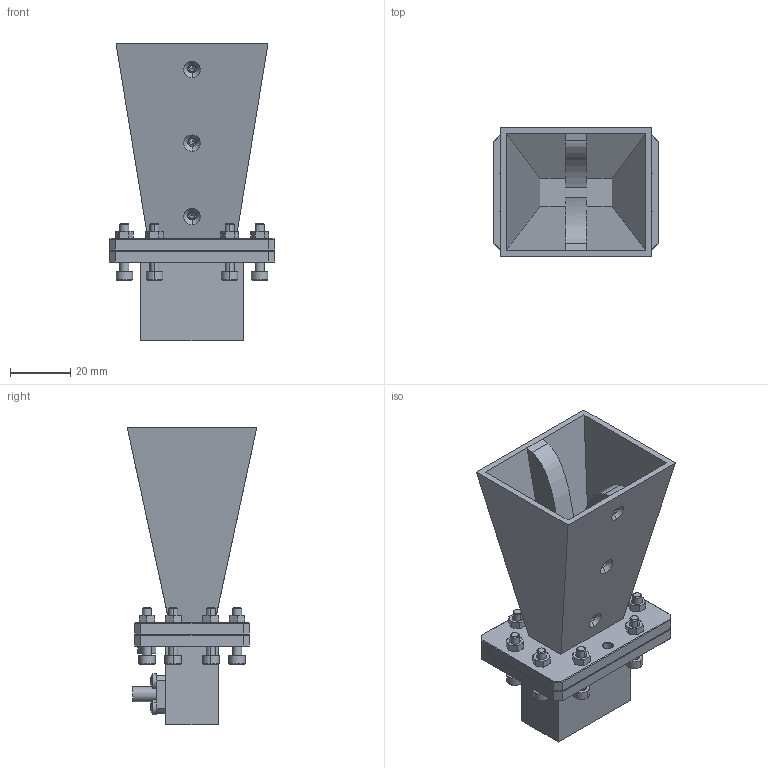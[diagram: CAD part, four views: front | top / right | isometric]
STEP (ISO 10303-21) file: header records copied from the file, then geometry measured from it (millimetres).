
FILE_DESCRIPTION (( 'STEP AP214' ), '1' );
FILE_NAME ('FMWAN1161_3D.step', '2023-07-25T17:00:23', ( '' ), ( '' ), 'SwSTEP 2.0', 'SolidWorks 2022', '' );
FILE_SCHEMA (( 'AUTOMOTIVE_DESIGN' ));
Length unit declared in the file: inch
Products named in the file (10): hardware1^1161 3D drawing(2)_FMWAN1161; Copy of 1161 3D drawing24^FMWAN1161; 1161 3D drawing16^1161 3D drawing(2)_FMWAN1161; 1161 3D drawing27^1161 3D drawing(2)_FMWAN1161; 1161 3D drawing18^1161 3D drawing(2)_FMWAN1161; socket head cap screw_am_B18.3.1M - 3 x 0.5 x 16 Hex SHCS -- 16CHX; 1161 3D drawing(2)^FMWAN1161; FMWAN1161_3D; 1161 3D drawing15^1161 3D drawing(2)_FMWAN1161; 1161 3D drawing5^1161 3D drawing(2)_FMWAN1161
Assembly tree (32 placements, depth 3):
  FMWAN1161_3D
    1161 3D drawing(2)^FMWAN1161
      1161 3D drawing5^1161 3D drawing(2)_FMWAN1161
      1161 3D drawing15^1161 3D drawing(2)_FMWAN1161
      1161 3D drawing16^1161 3D drawing(2)_FMWAN1161
      1161 3D drawing18^1161 3D drawing(2)_FMWAN1161
      1161 3D drawing27^1161 3D drawing(2)_FMWAN1161
      hardware1^1161 3D drawing(2)_FMWAN1161  x10
    Copy of 1161 3D drawing24^FMWAN1161  x8
    socket head cap screw_am_B18.3.1M - 3 x 0.5 x 16 Hex SHCS -- 16CHX  x8
Bounding box: 55 x 43.09 x 99 mm (x, y, z)
Volume: 57316.2 mm3; surface area: 33253.6 mm2
Topology: 31 solids, 36 shells, 1255 faces, 2944 edges, 1782 vertices
Faces by surface type: plane 553, cone 370, cylinder 302, torus 24, sphere 4, bspline 2
Entity records: 18892 total; most frequent: DIRECTION 3392, CARTESIAN_POINT 3302, ORIENTED_EDGE 2924, EDGE_CURVE 1462, AXIS2_PLACEMENT_3D 1289, VERTEX_POINT 879, LINE 814, VECTOR 814
